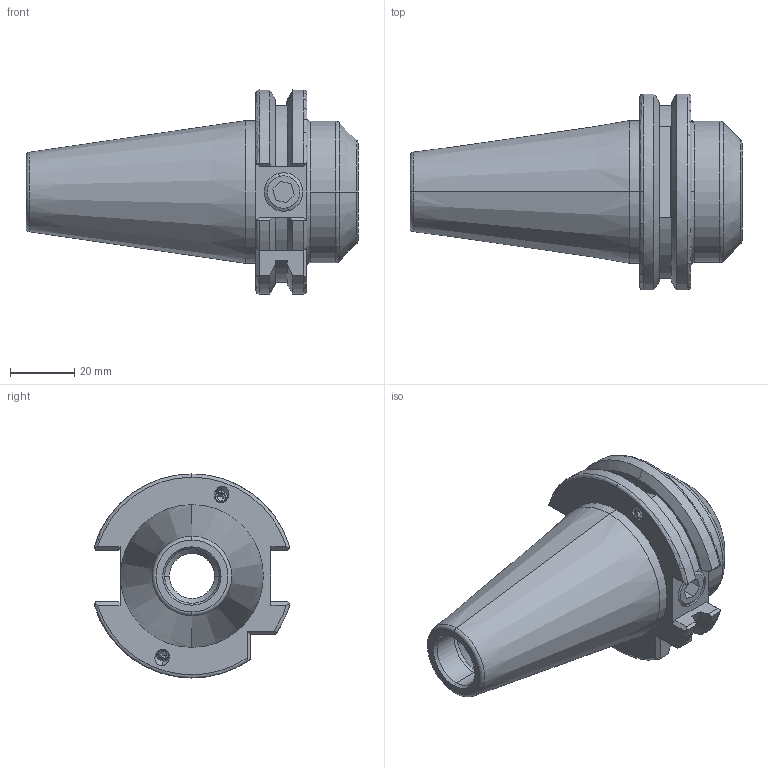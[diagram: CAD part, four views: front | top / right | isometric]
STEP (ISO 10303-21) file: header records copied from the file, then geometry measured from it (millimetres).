
FILE_DESCRIPTION (( 'STEP AP203' ), '1' );
FILE_NAME ('91406-WE716035.STEP', '2022-07-07T05:16:02', ( '' ), ( '' ), 'SwSTEP 2.0', 'SolidWorks 2018', '' );
FILE_SCHEMA (( 'CONFIG_CONTROL_DESIGN' ));
Length unit declared in the file: millimetre
Products named in the file (5): SK40EM16035FWW R01; GS-M14X16-DIN1835-B_ISO 4026 - M12 x 12-N; GS-M4X4_DIN 913 - M4 x 4-N; 91406-WE716035
Assembly tree (7 placements, depth 3):
  91406-WE716035
    SK40EM16035FWW R01
      SK40EM16035FWW R01
      GS-M4X4_DIN 913 - M4 x 4-N  x4
      GS-M14X16-DIN1835-B_ISO 4026 - M12 x 12-N
Bounding box: 103.4 x 61 x 63.55 mm (x, y, z)
Volume: 114236.8 mm3; surface area: 25944.2 mm2
Topology: 6 solids, 6 shells, 345 faces, 884 edges, 560 vertices
Faces by surface type: cone 132, plane 97, cylinder 96, torus 19, bspline 1
Entity records: 7171 total; most frequent: CARTESIAN_POINT 1598, DIRECTION 1077, ORIENTED_EDGE 1048, EDGE_CURVE 524, AXIS2_PLACEMENT_3D 423, VERTEX_POINT 332, VECTOR 231, LINE 231
